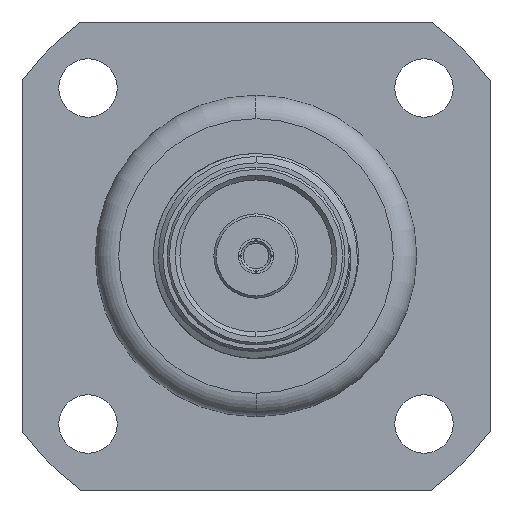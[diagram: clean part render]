
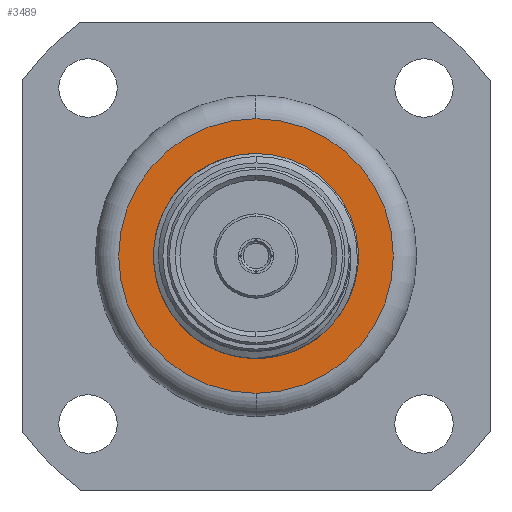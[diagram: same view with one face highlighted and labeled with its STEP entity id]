
A CAD part, left-side view. The second image highlights one B-rep face of the part: STEP entity #3489.
In plain terms, the highlighted planar face has unit normal (-1, 0, 0).
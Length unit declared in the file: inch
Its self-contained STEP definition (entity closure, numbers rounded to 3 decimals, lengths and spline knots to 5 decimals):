
#128 = VERTEX_POINT ( 'NONE', #4351 ) ;
#535 = DIRECTION ( 'NONE',  ( 1., 0., 0. ) ) ;
#581 = FACE_BOUND ( 'NONE', #5560, .T. ) ;
#1022 = CARTESIAN_POINT ( 'NONE',  ( 0.415, 0., 0. ) ) ;
#1035 = CARTESIAN_POINT ( 'NONE',  ( 0.415, 0., 0. ) ) ;
#1062 = DIRECTION ( 'NONE',  ( -1., 0., 0. ) ) ;
#1330 = CIRCLE ( 'NONE', #5763, 0.2935 ) ;
#1342 = ORIENTED_EDGE ( 'NONE', *, *, #6584, .F. ) ;
#1876 = CARTESIAN_POINT ( 'NONE',  ( 0.415, 0., 0.19 ) ) ;
#1897 = CARTESIAN_POINT ( 'NONE',  ( 0.415, 0., -0.19 ) ) ;
#2211 = VERTEX_POINT ( 'NONE', #6546 ) ;
#2255 = FACE_OUTER_BOUND ( 'NONE', #2668, .T. ) ;
#2519 = PLANE ( 'NONE',  #3820 ) ;
#2668 = EDGE_LOOP ( 'NONE', ( #7620, #2779 ) ) ;
#2779 = ORIENTED_EDGE ( 'NONE', *, *, #8065, .T. ) ;
#2909 = CARTESIAN_POINT ( 'NONE',  ( 0.415, 0., 0. ) ) ;
#3489 = ADVANCED_FACE ( 'NONE', ( #2255, #581 ), #2519, .F. ) ;
#3582 = CIRCLE ( 'NONE', #3861, 0.19 ) ;
#3820 = AXIS2_PLACEMENT_3D ( 'NONE', #6387, #535, #7037 ) ;
#3861 = AXIS2_PLACEMENT_3D ( 'NONE', #1035, #8573, #7956 ) ;
#3968 = EDGE_CURVE ( 'NONE', #128, #2211, #1330, .T. ) ;
#4167 = VERTEX_POINT ( 'NONE', #1876 ) ;
#4351 = CARTESIAN_POINT ( 'NONE',  ( 0.415, 0., -0.2935 ) ) ;
#4417 = AXIS2_PLACEMENT_3D ( 'NONE', #2909, #8203, #5549 ) ;
#4866 = DIRECTION ( 'NONE',  ( -1., 0., 0. ) ) ;
#4885 = DIRECTION ( 'NONE',  ( 0., 0., -1. ) ) ;
#4957 = CIRCLE ( 'NONE', #7867, 0.19 ) ;
#5507 = ORIENTED_EDGE ( 'NONE', *, *, #7220, .F. ) ;
#5549 = DIRECTION ( 'NONE',  ( 0., 0., -1. ) ) ;
#5560 = EDGE_LOOP ( 'NONE', ( #1342, #5507 ) ) ;
#5763 = AXIS2_PLACEMENT_3D ( 'NONE', #1022, #1062, #4885 ) ;
#6214 = CIRCLE ( 'NONE', #4417, 0.2935 ) ;
#6251 = CARTESIAN_POINT ( 'NONE',  ( 0.415, 0., 0. ) ) ;
#6387 = CARTESIAN_POINT ( 'NONE',  ( 0.415, 0.19, 0. ) ) ;
#6546 = CARTESIAN_POINT ( 'NONE',  ( 0.415, 0., 0.2935 ) ) ;
#6584 = EDGE_CURVE ( 'NONE', #4167, #8211, #4957, .T. ) ;
#7037 = DIRECTION ( 'NONE',  ( 0., 1., 0. ) ) ;
#7220 = EDGE_CURVE ( 'NONE', #8211, #4167, #3582, .T. ) ;
#7514 = DIRECTION ( 'NONE',  ( 0., 0., 1. ) ) ;
#7620 = ORIENTED_EDGE ( 'NONE', *, *, #3968, .T. ) ;
#7867 = AXIS2_PLACEMENT_3D ( 'NONE', #6251, #4866, #7514 ) ;
#7956 = DIRECTION ( 'NONE',  ( 0., 0., 1. ) ) ;
#8065 = EDGE_CURVE ( 'NONE', #2211, #128, #6214, .T. ) ;
#8203 = DIRECTION ( 'NONE',  ( -1., 0., 0. ) ) ;
#8211 = VERTEX_POINT ( 'NONE', #1897 ) ;
#8573 = DIRECTION ( 'NONE',  ( -1., 0., 0. ) ) ;
